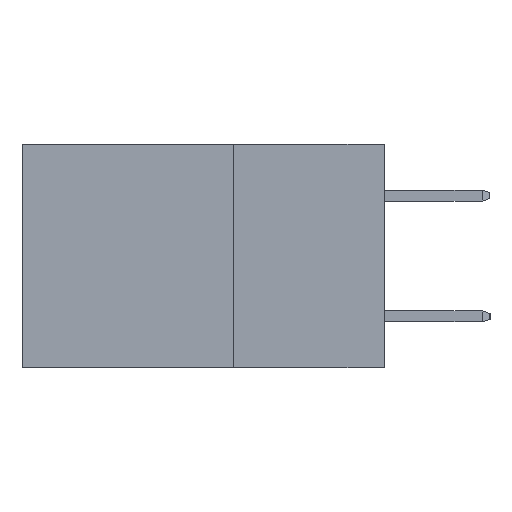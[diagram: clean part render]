
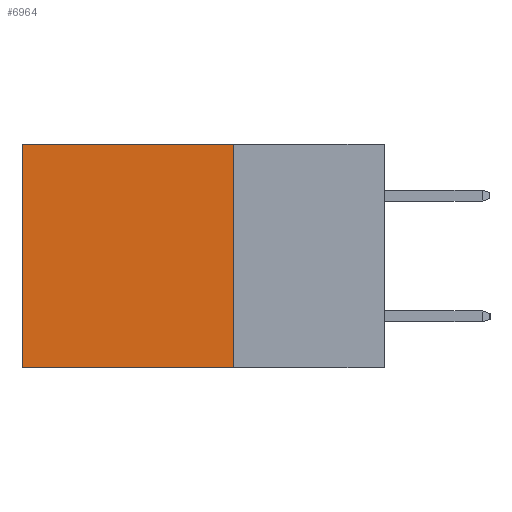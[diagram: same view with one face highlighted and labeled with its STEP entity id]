
A CAD part, left-side view. The second image highlights one B-rep face of the part: STEP entity #6964.
In plain terms, the highlighted planar face has unit normal (-1, 0, 0).
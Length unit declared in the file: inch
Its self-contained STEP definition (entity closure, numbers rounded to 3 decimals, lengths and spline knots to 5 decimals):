
#7 = CARTESIAN_POINT ( 'NONE',  ( 0.2615, 0.25, -0.37 ) ) ;
#132 = LINE ( 'NONE', #7, #14640 ) ;
#3116 = CARTESIAN_POINT ( 'NONE',  ( 0.2615, 0.25, -0.37 ) ) ;
#3215 = EDGE_CURVE ( 'NONE', #7051, #17525, #6372, .T. ) ;
#4339 = DIRECTION ( 'NONE',  ( 0., 0., -1. ) ) ;
#4565 = DIRECTION ( 'NONE',  ( 0., 0., -1. ) ) ;
#4621 = LINE ( 'NONE', #17819, #14830 ) ;
#4629 = ORIENTED_EDGE ( 'NONE', *, *, #8389, .F. ) ;
#5435 = CARTESIAN_POINT ( 'NONE',  ( 0.2615, 0.6, -0.37 ) ) ;
#6063 = CARTESIAN_POINT ( 'NONE',  ( 0.2615, 0.6, -0.37 ) ) ;
#6372 = LINE ( 'NONE', #13695, #10565 ) ;
#6457 = FACE_OUTER_BOUND ( 'NONE', #6968, .T. ) ;
#6865 = ORIENTED_EDGE ( 'NONE', *, *, #3215, .T. ) ;
#6964 = ADVANCED_FACE ( 'NONE', ( #6457 ), #11576, .F. ) ;
#6968 = EDGE_LOOP ( 'NONE', ( #11767, #4629, #16748, #6865 ) ) ;
#7051 = VERTEX_POINT ( 'NONE', #10369 ) ;
#8181 = EDGE_CURVE ( 'NONE', #7051, #17011, #132, .T. ) ;
#8389 = EDGE_CURVE ( 'NONE', #17011, #10007, #4621, .T. ) ;
#10007 = VERTEX_POINT ( 'NONE', #6063 ) ;
#10369 = CARTESIAN_POINT ( 'NONE',  ( 0.2615, 0.25, 0. ) ) ;
#10565 = VECTOR ( 'NONE', #15868, 39.37008 ) ;
#11576 = PLANE ( 'NONE',  #13595 ) ;
#11731 = LINE ( 'NONE', #5435, #15331 ) ;
#11767 = ORIENTED_EDGE ( 'NONE', *, *, #17503, .T. ) ;
#12467 = DIRECTION ( 'NONE',  ( 0., 1., 0. ) ) ;
#12940 = DIRECTION ( 'NONE',  ( 1., 0., 0. ) ) ;
#13595 = AXIS2_PLACEMENT_3D ( 'NONE', #3116, #12940, #4565 ) ;
#13695 = CARTESIAN_POINT ( 'NONE',  ( 0.2615, 0.25, 0. ) ) ;
#14640 = VECTOR ( 'NONE', #4339, 39.37008 ) ;
#14830 = VECTOR ( 'NONE', #12467, 39.37008 ) ;
#15138 = DIRECTION ( 'NONE',  ( 0., 0., -1. ) ) ;
#15331 = VECTOR ( 'NONE', #15138, 39.37008 ) ;
#15444 = CARTESIAN_POINT ( 'NONE',  ( 0.2615, 0.25, -0.37 ) ) ;
#15868 = DIRECTION ( 'NONE',  ( 0., 1., 0. ) ) ;
#16473 = CARTESIAN_POINT ( 'NONE',  ( 0.2615, 0.6, 0. ) ) ;
#16748 = ORIENTED_EDGE ( 'NONE', *, *, #8181, .F. ) ;
#17011 = VERTEX_POINT ( 'NONE', #15444 ) ;
#17503 = EDGE_CURVE ( 'NONE', #17525, #10007, #11731, .T. ) ;
#17525 = VERTEX_POINT ( 'NONE', #16473 ) ;
#17819 = CARTESIAN_POINT ( 'NONE',  ( 0.2615, 0.25, -0.37 ) ) ;
